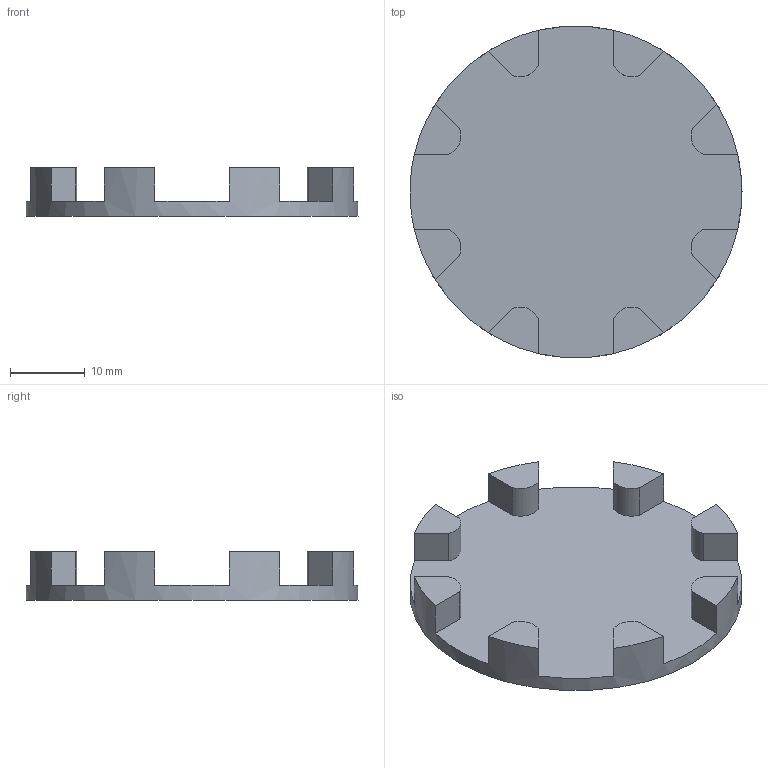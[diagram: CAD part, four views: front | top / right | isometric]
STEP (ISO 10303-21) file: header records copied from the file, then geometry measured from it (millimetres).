
FILE_DESCRIPTION(/* description */ (''),/* implementation_level */ '2;1');
FILE_NAME(/* name */ 'Mscular_fillet_apex_liaison.step',/* time_stamp */ '2021-05-21T10:21:40+02:00',/* author */ (''),/* organization */ (''),/* preprocessor_version */ 'ST-DEVELOPER v18.1',/* originating_system */ 'Autodesk Translation Framework v10.6.0.1341',/* authorisation */ '');
FILE_SCHEMA (('AUTOMOTIVE_DESIGN { 1 0 10303 214 3 1 1 }'));
Length unit declared in the file: millimetre
Products named in the file (2): Pièces filet; Liaison_apex (1)
Assembly tree (1 placements, depth 2):
  Pièces filet
    Liaison_apex (1)
Bounding box: 44.33 x 44.33 x 6.5 mm (x, y, z)
Volume: 4055.1 mm3; surface area: 4109.3 mm2
Topology: 1 solids, 1 shells, 35 faces, 99 edges, 66 vertices
Faces by surface type: plane 26, cylinder 9
Full cylindrical faces by diameter (mm): 44.328 x1
Entity records: 1200 total; most frequent: DIRECTION 209, CARTESIAN_POINT 203, ORIENTED_EDGE 198, EDGE_CURVE 99, AXIS2_PLACEMENT_3D 72, VERTEX_POINT 66, LINE 65, VECTOR 65
